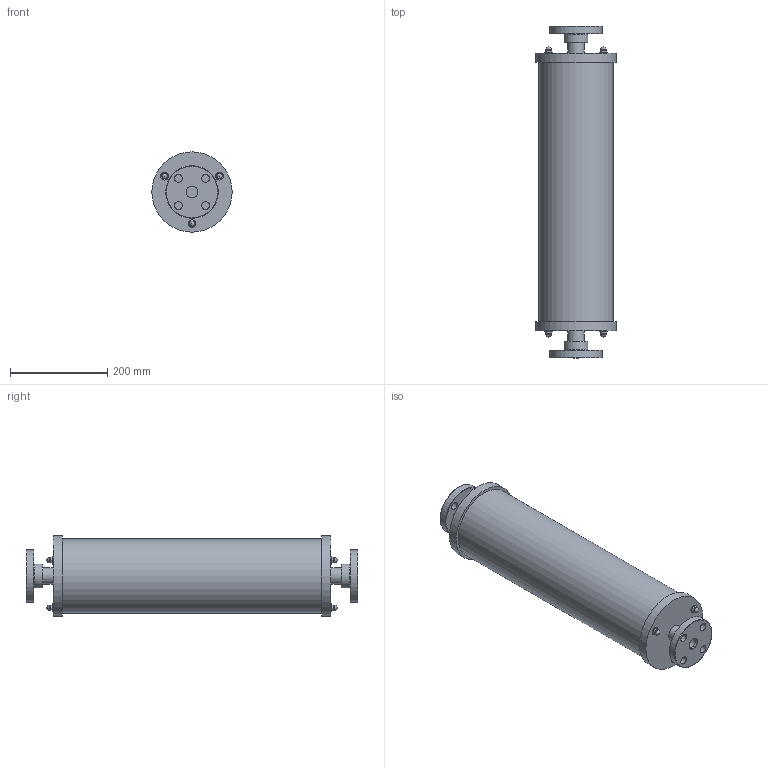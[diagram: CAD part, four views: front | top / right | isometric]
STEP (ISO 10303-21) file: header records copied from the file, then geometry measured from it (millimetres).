
FILE_DESCRIPTION((''),'2;1');
FILE_NAME('ACS#2-4000-GCV-F_R0.stp','2017-07-24T15:32:50',('salesdesk5'),(''),'Autodesk Inventor 2009','Autodesk Inventor 2009','');
FILE_SCHEMA(('AUTOMOTIVE_DESIGN { 1 0 10303 214 1 1 1 1 }'));
Length unit declared in the file: inch
Products named in the file (1): ACS#2-4000-GCV-F_R0
Bounding box: 165.1 x 682.75 x 165.1 mm (x, y, z)
Volume: 2876573.9 mm3; surface area: 1106159.6 mm2
Topology: 1 solids, 130 shells, 630 faces, 1176 edges, 711 vertices
Faces by surface type: bspline 393, cylinder 175, plane 33, torus 26, cone 3
Full cylindrical faces by diameter (mm): 6.35 x6, 6.746 x3, 7.137 x6, 15.875 x6, 16.002 x8, 23.774 x2, 24.308 x2, 33.401 x2, 49.301 x2, 101.6 x1, 105.004 x1, 107.95 x2, 115.011 x1, 117.475 x1, 144.78 x1, 146.05 x1, 152.4 x1, 153.67 x1, 165.1 x2
Entity records: 29483 total; most frequent: CARTESIAN_POINT 20288, ORIENTED_EDGE 2108, EDGE_CURVE 1054, DIRECTION 928, B_SPLINE_CURVE_WITH_KNOTS 810, EDGE_LOOP 782, VERTEX_POINT 682, FACE_OUTER_BOUND 630
